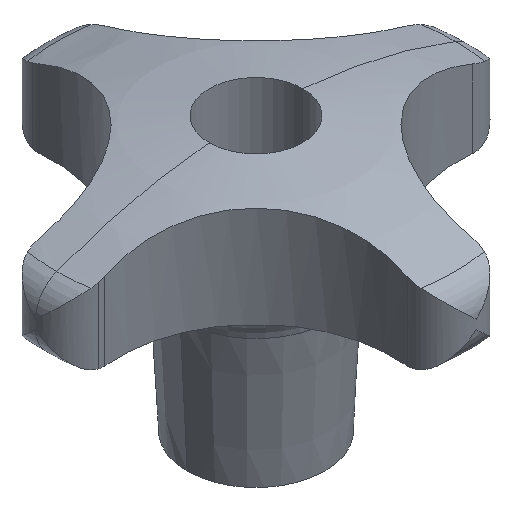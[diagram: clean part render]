
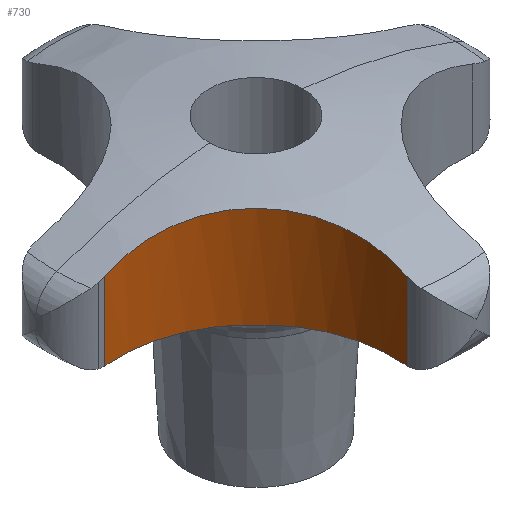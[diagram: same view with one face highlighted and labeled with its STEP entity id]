
A CAD part, isometric view. The second image highlights one B-rep face of the part: STEP entity #730.
In plain terms, the highlighted cylindrical face has radius 25 mm (diameter 50 mm), a partial arc.
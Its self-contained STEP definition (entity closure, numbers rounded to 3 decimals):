
#268=EDGE_CURVE('',#636,#560,#761,.T.);
#294=VERTEX_POINT('',#789);
#424=EDGE_CURVE('',#496,#542,#929,.T.);
#496=VERTEX_POINT('',#1006);
#532=EDGE_CURVE('',#624,#542,#1046,.T.);
#542=VERTEX_POINT('',#1058);
#560=VERTEX_POINT('',#1077);
#602=EDGE_CURVE('',#560,#294,#1124,.T.);
#620=EDGE_CURVE('',#496,#636,#1144,.T.);
#624=VERTEX_POINT('',#1148);
#636=VERTEX_POINT('',#1161);
#694=EDGE_CURVE('',#294,#624,#1226,.T.);
#730=ADVANCED_FACE('',(#1264),#1265,.F.);
#761=B_SPLINE_CURVE_WITH_KNOTS('',3,(#1295,#1296,#1297,#1298,#1299,#1300,#1301,#1302,#1303,#1304,#1305,#1306,#1307,#1308,#1309,#1310,#1311,#1312),.UNSPECIFIED.,.F.,.F.,(4,2,2,2,2,2,2,2,4),(-12.134,-10.113,-8.947,-7.967,-7.377,-6.852,-6.196,-5.191,-2.23),.UNSPECIFIED.);
#789=CARTESIAN_POINT('',(-33.388,-5.969,30.0));
#929=LINE('',#1640,#1641);
#1006=CARTESIAN_POINT('',(-5.969,-33.388,30.0));
#1046=B_SPLINE_CURVE_WITH_KNOTS('',3,(#1933,#1934,#1935,#1936,#1937,#1938,#1939,#1940,#1941,#1942,#1943,#1944,#1945,#1946,#1947,#1948,#1949,#1950,#1951,#1952,#1953,#1954,#1955,#1956,#1957,#1958,#1959,#1960,#1961,#1962,#1963,#1964,#1965,#1966,#1967,#1968,#1969,#1970,#1971,#1972),.UNSPECIFIED.,.F.,.F.,(4,2,2,2,2,2,2,2,2,2,2,2,2,2,2,2,2,2,2,4),(33.959,36.334,38.71,41.085,43.461,45.836,48.212,50.587,52.963,55.28,57.597,59.914,62.231,64.548,66.865,69.182,71.499,73.934,76.368,77.615),.UNSPECIFIED.);
#1058=CARTESIAN_POINT('',(-5.969,-33.388,44.072));
#1077=CARTESIAN_POINT('',(-17.064,-9.975,30.0));
#1124=CIRCLE('',#2145,25.);
#1144=CIRCLE('',#2184,25.);
#1148=CARTESIAN_POINT('',(-33.388,-5.969,44.072));
#1161=CARTESIAN_POINT('',(-9.975,-17.064,30.0));
#1226=LINE('',#2371,#2372);
#1264=FACE_OUTER_BOUND('',#2449,.T.);
#1265=CYLINDRICAL_SURFACE('',#2450,25.);
#1295=CARTESIAN_POINT('',(-9.975,-17.064,30.0));
#1296=CARTESIAN_POINT('',(-10.352,-16.493,30.0));
#1297=CARTESIAN_POINT('',(-10.754,-15.936,29.978));
#1298=CARTESIAN_POINT('',(-11.425,-15.082,29.941));
#1299=CARTESIAN_POINT('',(-11.678,-14.775,29.927));
#1300=CARTESIAN_POINT('',(-12.157,-14.221,29.906));
#1301=CARTESIAN_POINT('',(-12.381,-13.973,29.898));
#1302=CARTESIAN_POINT('',(-12.748,-13.582,29.891));
#1303=CARTESIAN_POINT('',(-12.888,-13.436,29.889));
#1304=CARTESIAN_POINT('',(-13.156,-13.165,29.888));
#1305=CARTESIAN_POINT('',(-13.283,-13.038,29.888));
#1306=CARTESIAN_POINT('',(-13.572,-12.757,29.891));
#1307=CARTESIAN_POINT('',(-13.735,-12.603,29.893));
#1308=CARTESIAN_POINT('',(-14.153,-12.218,29.904));
#1309=CARTESIAN_POINT('',(-14.41,-11.991,29.913));
#1310=CARTESIAN_POINT('',(-15.443,-11.116,29.954));
#1311=CARTESIAN_POINT('',(-16.239,-10.52,30.0));
#1312=CARTESIAN_POINT('',(-17.064,-9.975,30.0));
#1640=CARTESIAN_POINT('',(-5.969,-33.388,0.));
#1641=VECTOR('',#2642,1.0);
#1933=CARTESIAN_POINT('',(-33.388,-5.969,44.072));
#1934=CARTESIAN_POINT('',(-32.647,-5.893,44.34));
#1935=CARTESIAN_POINT('',(-31.885,-5.848,44.603));
#1936=CARTESIAN_POINT('',(-30.335,-5.831,45.113));
#1937=CARTESIAN_POINT('',(-29.547,-5.859,45.359));
#1938=CARTESIAN_POINT('',(-27.959,-5.992,45.828));
#1939=CARTESIAN_POINT('',(-27.159,-6.097,46.052));
#1940=CARTESIAN_POINT('',(-25.562,-6.388,46.47));
#1941=CARTESIAN_POINT('',(-24.765,-6.573,46.665));
#1942=CARTESIAN_POINT('',(-23.188,-7.023,47.024));
#1943=CARTESIAN_POINT('',(-22.408,-7.288,47.188));
#1944=CARTESIAN_POINT('',(-20.878,-7.893,47.481));
#1945=CARTESIAN_POINT('',(-20.128,-8.234,47.61));
#1946=CARTESIAN_POINT('',(-18.671,-8.984,47.833));
#1947=CARTESIAN_POINT('',(-17.964,-9.393,47.927));
#1948=CARTESIAN_POINT('',(-16.604,-10.27,48.079));
#1949=CARTESIAN_POINT('',(-15.952,-10.738,48.137));
#1950=CARTESIAN_POINT('',(-14.726,-11.707,48.217));
#1951=CARTESIAN_POINT('',(-14.133,-12.222,48.242));
#1952=CARTESIAN_POINT('',(-12.987,-13.318,48.258));
#1953=CARTESIAN_POINT('',(-12.434,-13.899,48.249));
#1954=CARTESIAN_POINT('',(-11.381,-15.12,48.196));
#1955=CARTESIAN_POINT('',(-10.881,-15.76,48.152));
#1956=CARTESIAN_POINT('',(-9.943,-17.088,48.029));
#1957=CARTESIAN_POINT('',(-9.507,-17.776,47.95));
#1958=CARTESIAN_POINT('',(-8.704,-19.188,47.759));
#1959=CARTESIAN_POINT('',(-8.338,-19.912,47.646));
#1960=CARTESIAN_POINT('',(-7.681,-21.384,47.388));
#1961=CARTESIAN_POINT('',(-7.39,-22.132,47.243));
#1962=CARTESIAN_POINT('',(-6.885,-23.636,46.926));
#1963=CARTESIAN_POINT('',(-6.671,-24.393,46.753));
#1964=CARTESIAN_POINT('',(-6.319,-25.898,46.384));
#1965=CARTESIAN_POINT('',(-6.181,-26.648,46.189));
#1966=CARTESIAN_POINT('',(-5.97,-28.161,45.77));
#1967=CARTESIAN_POINT('',(-5.897,-28.95,45.539));
#1968=CARTESIAN_POINT('',(-5.827,-30.544,45.046));
#1969=CARTESIAN_POINT('',(-5.831,-31.349,44.784));
#1970=CARTESIAN_POINT('',(-5.895,-32.565,44.366));
#1971=CARTESIAN_POINT('',(-5.927,-32.977,44.221));
#1972=CARTESIAN_POINT('',(-5.969,-33.388,44.072));
#2145=AXIS2_PLACEMENT_3D('',#2886,#2887,#2888);
#2184=AXIS2_PLACEMENT_3D('',#2911,#2912,#2913);
#2371=CARTESIAN_POINT('',(-33.388,-5.969,0.));
#2372=VECTOR('',#3010,1.0);
#2449=EDGE_LOOP('',(#3046,#3047,#3048,#3049,#3050,#3051));
#2450=AXIS2_PLACEMENT_3D('',#3052,#3053,#3054);
#2642=DIRECTION('',(0.0,0.,1.0));
#2886=CARTESIAN_POINT('',(-30.838,-30.838,30.0));
#2887=DIRECTION('',(0.,0.,1.0));
#2888=DIRECTION('',(-0.102,0.995,0.));
#2911=CARTESIAN_POINT('',(-30.838,-30.838,30.0));
#2912=DIRECTION('',(0.,0.,1.0));
#2913=DIRECTION('',(-0.102,0.995,0.));
#3010=DIRECTION('',(0.0,0.,1.0));
#3046=ORIENTED_EDGE('',*,*,#532,.F.);
#3047=ORIENTED_EDGE('',*,*,#694,.F.);
#3048=ORIENTED_EDGE('',*,*,#602,.F.);
#3049=ORIENTED_EDGE('',*,*,#268,.F.);
#3050=ORIENTED_EDGE('',*,*,#620,.F.);
#3051=ORIENTED_EDGE('',*,*,#424,.T.);
#3052=CARTESIAN_POINT('',(-30.838,-30.838,0.));
#3053=DIRECTION('',(0.,0.,-1.0));
#3054=DIRECTION('',(-0.102,0.995,0.));
